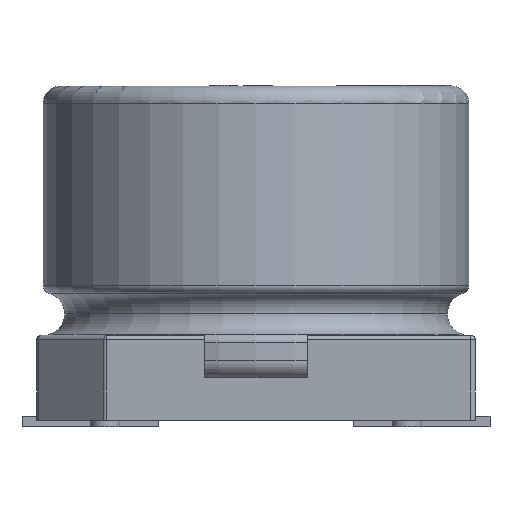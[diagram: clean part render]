
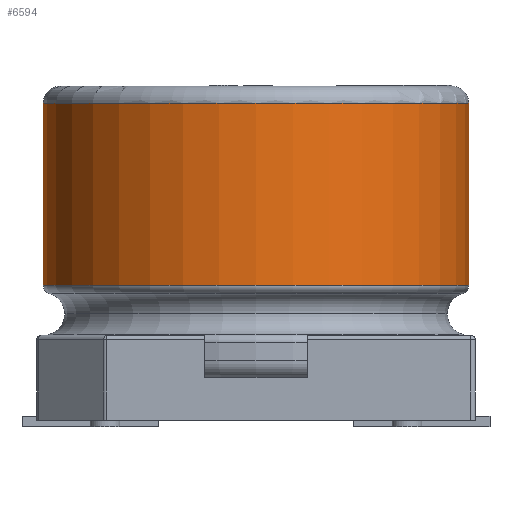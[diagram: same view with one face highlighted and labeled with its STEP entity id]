
A CAD part, left-side view. The second image highlights one B-rep face of the part: STEP entity #6594.
In plain terms, the highlighted cylindrical face has radius 5 mm (diameter 10 mm), a partial arc.
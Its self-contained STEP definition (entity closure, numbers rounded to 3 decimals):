
#104 = AXIS2_PLACEMENT_3D ( 'NONE', #2231, #2760, #3734 ) ;
#399 = LINE ( 'NONE', #5593, #5891 ) ;
#712 = VERTEX_POINT ( 'NONE', #738 ) ;
#738 = CARTESIAN_POINT ( 'NONE',  ( 0., 5., 3.171 ) ) ;
#815 = CARTESIAN_POINT ( 'NONE',  ( 0., -5., 7.454 ) ) ;
#1488 = VERTEX_POINT ( 'NONE', #815 ) ;
#1557 = EDGE_CURVE ( 'NONE', #1488, #6571, #399, .T. ) ;
#1695 = ORIENTED_EDGE ( 'NONE', *, *, #1905, .T. ) ;
#1727 = LINE ( 'NONE', #3864, #4629 ) ;
#1905 = EDGE_CURVE ( 'NONE', #1488, #2927, #4498, .T. ) ;
#2088 = AXIS2_PLACEMENT_3D ( 'NONE', #2580, #4654, #4631 ) ;
#2231 = CARTESIAN_POINT ( 'NONE',  ( 0., 0., 7.454 ) ) ;
#2370 = EDGE_LOOP ( 'NONE', ( #3928, #1695, #6101, #5628 ) ) ;
#2476 = DIRECTION ( 'NONE',  ( 0., 1., 0. ) ) ;
#2580 = CARTESIAN_POINT ( 'NONE',  ( 0., 0., -18.963 ) ) ;
#2760 = DIRECTION ( 'NONE',  ( 0., 0., -1. ) ) ;
#2927 = VERTEX_POINT ( 'NONE', #5236 ) ;
#3000 = EDGE_CURVE ( 'NONE', #2927, #712, #1727, .T. ) ;
#3073 = EDGE_CURVE ( 'NONE', #6571, #712, #5270, .T. ) ;
#3103 = CYLINDRICAL_SURFACE ( 'NONE', #2088, 5. ) ;
#3495 = DIRECTION ( 'NONE',  ( 0., 0., -1. ) ) ;
#3734 = DIRECTION ( 'NONE',  ( 0., 1., 0. ) ) ;
#3864 = CARTESIAN_POINT ( 'NONE',  ( 0., 5., -18.963 ) ) ;
#3928 = ORIENTED_EDGE ( 'NONE', *, *, #1557, .F. ) ;
#4498 = CIRCLE ( 'NONE', #104, 5. ) ;
#4618 = AXIS2_PLACEMENT_3D ( 'NONE', #5541, #6523, #2476 ) ;
#4629 = VECTOR ( 'NONE', #6020, 1000. ) ;
#4631 = DIRECTION ( 'NONE',  ( 0., 1., 0. ) ) ;
#4654 = DIRECTION ( 'NONE',  ( 0., 0., -1. ) ) ;
#5236 = CARTESIAN_POINT ( 'NONE',  ( 0., 5., 7.454 ) ) ;
#5270 = CIRCLE ( 'NONE', #4618, 5. ) ;
#5541 = CARTESIAN_POINT ( 'NONE',  ( 0., 0., 3.171 ) ) ;
#5593 = CARTESIAN_POINT ( 'NONE',  ( 0., -5., -18.963 ) ) ;
#5628 = ORIENTED_EDGE ( 'NONE', *, *, #3073, .F. ) ;
#5891 = VECTOR ( 'NONE', #3495, 1000. ) ;
#5961 = CARTESIAN_POINT ( 'NONE',  ( 0., -5., 3.171 ) ) ;
#6020 = DIRECTION ( 'NONE',  ( 0., 0., -1. ) ) ;
#6076 = FACE_OUTER_BOUND ( 'NONE', #2370, .T. ) ;
#6101 = ORIENTED_EDGE ( 'NONE', *, *, #3000, .T. ) ;
#6523 = DIRECTION ( 'NONE',  ( 0., 0., -1. ) ) ;
#6571 = VERTEX_POINT ( 'NONE', #5961 ) ;
#6594 = ADVANCED_FACE ( 'NONE', ( #6076 ), #3103, .T. ) ;
